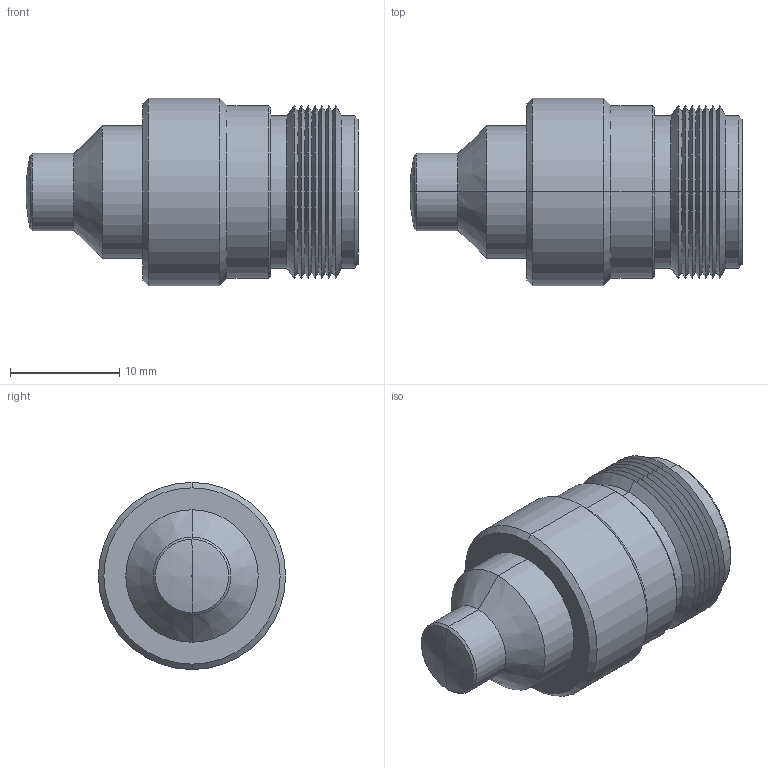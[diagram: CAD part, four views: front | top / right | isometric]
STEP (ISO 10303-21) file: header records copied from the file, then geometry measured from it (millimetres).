
FILE_DESCRIPTION (( 'STEP AP214' ), '1' );
FILE_NAME ('ANF-TERM.STEP', '2012-10-08T18:22:08', ( '' ), ( '' ), 'SwSTEP 2.0', 'SolidWorks 2012', '' );
FILE_SCHEMA (( 'AUTOMOTIVE_DESIGN' ));
Length unit declared in the file: inch
Products named in the file (1): ANF-TERM
Bounding box: 30.4 x 17.14 x 17.14 mm (x, y, z)
Volume: 4165.3 mm3; surface area: 2228.8 mm2
Topology: 1 solids, 1 shells, 80 faces, 160 edges, 86 vertices
Faces by surface type: cone 54, cylinder 18, plane 6, sphere 2
Entity records: 3094 total; most frequent: DIRECTION 410, CARTESIAN_POINT 327, ORIENTED_EDGE 320, AXIS2_PLACEMENT_3D 169, EDGE_CURVE 160, CIRCLE 88, VERTEX_POINT 86, EDGE_LOOP 86
